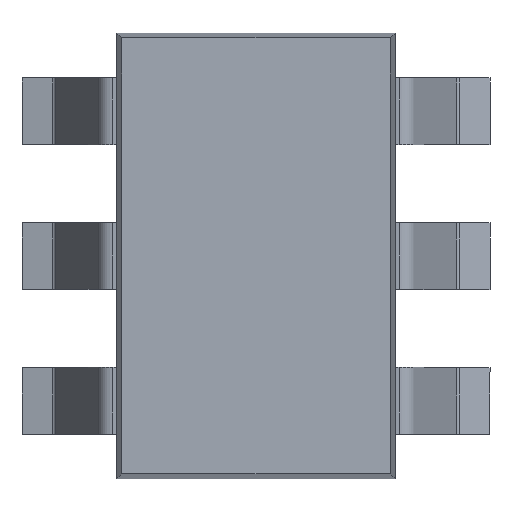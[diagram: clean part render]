
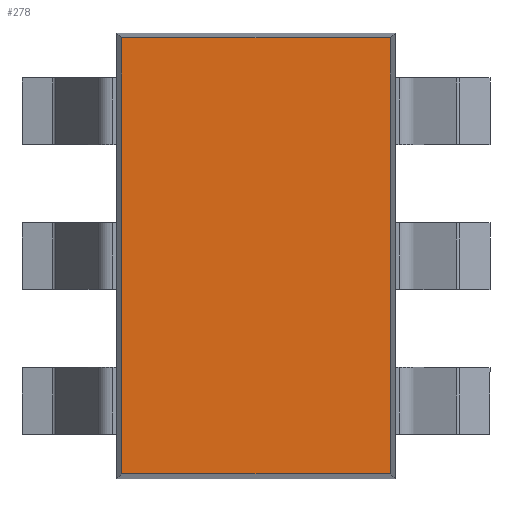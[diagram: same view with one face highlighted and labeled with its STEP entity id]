
A CAD part, top view. The second image highlights one B-rep face of the part: STEP entity #278.
In plain terms, the highlighted planar face has unit normal (0, 0, 1).
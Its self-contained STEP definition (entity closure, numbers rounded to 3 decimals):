
#278=ADVANCED_FACE('',(#442),#372,.T.);
#372=PLANE('',#1898);
#442=FACE_OUTER_BOUND('',#536,.T.);
#536=EDGE_LOOP('',(#630,#631,#632,#633));
#630=ORIENTED_EDGE('',*,*,#1258,.T.);
#631=ORIENTED_EDGE('',*,*,#1259,.T.);
#632=ORIENTED_EDGE('',*,*,#1260,.T.);
#633=ORIENTED_EDGE('',*,*,#1261,.T.);
#1102=VERTEX_POINT('',#2518);
#1103=VERTEX_POINT('',#2519);
#1104=VERTEX_POINT('',#2521);
#1105=VERTEX_POINT('',#2523);
#1258=EDGE_CURVE('',#1102,#1103,#1494,.T.);
#1259=EDGE_CURVE('',#1103,#1104,#1495,.T.);
#1260=EDGE_CURVE('',#1104,#1105,#1496,.T.);
#1261=EDGE_CURVE('',#1105,#1102,#1497,.T.);
#1494=LINE('',#2517,#1682);
#1495=LINE('',#2520,#1683);
#1496=LINE('',#2522,#1684);
#1497=LINE('',#2524,#1685);
#1682=VECTOR('',#2042,1.);
#1683=VECTOR('',#2043,1.);
#1684=VECTOR('',#2044,1.);
#1685=VECTOR('',#2045,1.);
#1898=AXIS2_PLACEMENT_3D('',#2525,#2046,#2047);
#2042=DIRECTION('',(0.,1.,0.));
#2043=DIRECTION('',(-1.,0.,0.));
#2044=DIRECTION('',(0.,-1.,0.));
#2045=DIRECTION('',(1.,0.,0.));
#2046=DIRECTION('',(0.,0.,1.));
#2047=DIRECTION('',(0.,-1.,0.));
#2517=CARTESIAN_POINT('',(-0.26,2.347,-1.743));
#2518=CARTESIAN_POINT('',(-0.26,1.368,-1.743));
#2519=CARTESIAN_POINT('',(-0.26,3.325,-1.743));
#2520=CARTESIAN_POINT('',(-0.863,3.325,-1.743));
#2521=CARTESIAN_POINT('',(-1.466,3.325,-1.743));
#2522=CARTESIAN_POINT('',(-1.466,2.347,-1.743));
#2523=CARTESIAN_POINT('',(-1.466,1.368,-1.743));
#2524=CARTESIAN_POINT('',(-0.863,1.368,-1.743));
#2525=CARTESIAN_POINT('',(-0.863,2.347,-1.743));
